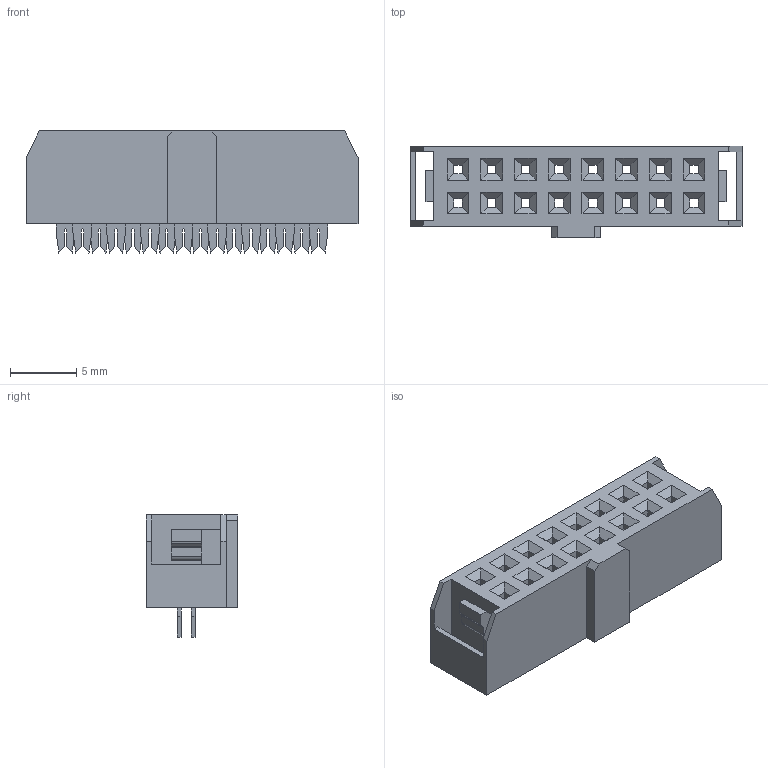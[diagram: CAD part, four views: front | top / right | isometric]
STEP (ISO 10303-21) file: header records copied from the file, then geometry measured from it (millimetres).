
FILE_DESCRIPTION(/* description */ ('STEP AP242','CAx-IF Rec.Pracs.---Representation and Presentation of Product Manufacturing Information (PMI)---4.0---2014-10-13','CAx-IF Rec.Pracs.---3D Tessellated Geometry---0.4---2014-09-14','2;1'),/* implementation_level */ '2;1');
FILE_NAME(/* name */ '63f0c27f15c7a64d57c0531d',/* time_stamp */ '2023-02-18T12:20:16+00:00',/* author */ (''),/* organization */ (''),/* preprocessor_version */ 'ST-DEVELOPER v18.102',/* originating_system */ ' ',/* authorisation */ ' ');
FILE_SCHEMA (('AP242_MANAGED_MODEL_BASED_3D_ENGINEERING_MIM_LF { 1 0 10303 442 1 1 4 }'));
Length unit declared in the file: metre
Products named in the file (3): Assembly 1; pin; case
Assembly tree (17 placements, depth 2):
  Assembly 1
    pin  x16
    case
Bounding box: 25 x 6.86 x 9.2 mm (x, y, z)
Volume: 841.2 mm3; surface area: 1541.3 mm2
Topology: 17 solids, 17 shells, 464 faces, 1230 edges, 798 vertices
Faces by surface type: plane 458, cylinder 6
Entity records: 8513 total; most frequent: CARTESIAN_POINT 1490, ORIENTED_EDGE 1470, DIRECTION 1321, EDGE_CURVE 735, LINE 723, VECTOR 723, VERTEX_POINT 468, EDGE_LOOP 303
